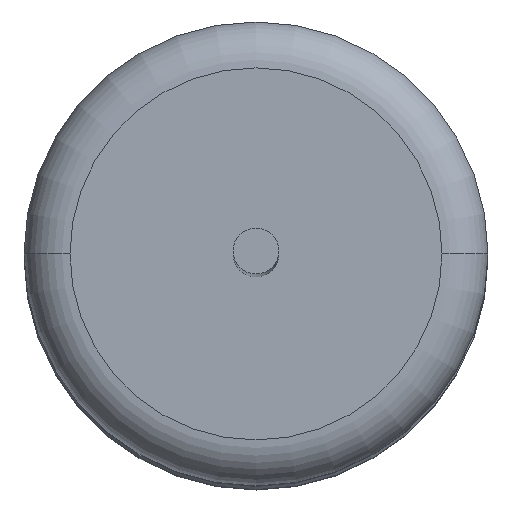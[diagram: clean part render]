
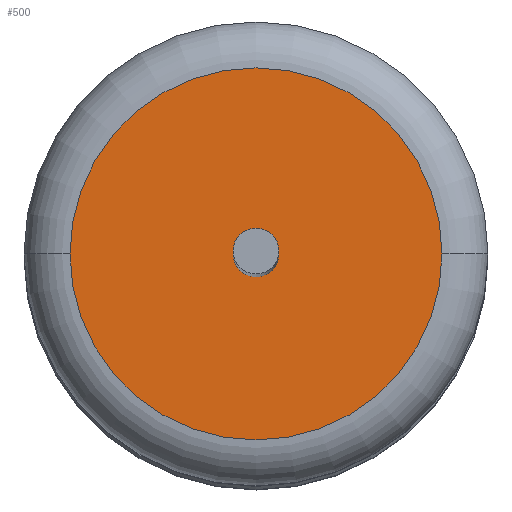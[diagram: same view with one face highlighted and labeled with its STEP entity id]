
A CAD part, top view. The second image highlights one B-rep face of the part: STEP entity #500.
In plain terms, the highlighted planar face has unit normal (0, 0, 1).
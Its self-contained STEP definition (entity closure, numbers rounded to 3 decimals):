
#154=CARTESIAN_POINT('',(0.,0.,26.));
#155=DIRECTION('',(0.,0.,1.));
#156=DIRECTION('',(1.,0.,0.));
#157=AXIS2_PLACEMENT_3D('',#154,#155,#156);
#159=CARTESIAN_POINT('',(0.,0.,26.));
#160=DIRECTION('',(0.,0.,1.));
#161=DIRECTION('',(-1.,0.,0.));
#162=AXIS2_PLACEMENT_3D('',#159,#160,#161);
#164=CARTESIAN_POINT('',(0.,0.,26.));
#165=DIRECTION('',(0.,0.,1.));
#166=DIRECTION('',(-1.,0.,0.));
#167=AXIS2_PLACEMENT_3D('',#164,#165,#166);
#169=CARTESIAN_POINT('',(0.,0.,26.));
#170=DIRECTION('',(0.,0.,1.));
#171=DIRECTION('',(1.,0.,0.));
#172=AXIS2_PLACEMENT_3D('',#169,#170,#171);
#201=CARTESIAN_POINT('',(0.5,0.,26.));
#202=CARTESIAN_POINT('',(-0.5,0.,26.));
#203=VERTEX_POINT('',#201);
#204=VERTEX_POINT('',#202);
#213=CARTESIAN_POINT('',(-4.05,0.,26.));
#214=CARTESIAN_POINT('',(4.05,0.,26.));
#215=VERTEX_POINT('',#213);
#216=VERTEX_POINT('',#214);
#484=CARTESIAN_POINT('',(0.,0.,26.));
#485=DIRECTION('',(0.,0.,1.));
#486=DIRECTION('',(1.,0.,0.));
#487=AXIS2_PLACEMENT_3D('',#484,#485,#486);
#488=PLANE('',#487);
#489=ORIENTED_EDGE('',*,*,#474,.F.);
#491=ORIENTED_EDGE('',*,*,#490,.F.);
#492=EDGE_LOOP('',(#489,#491));
#493=FACE_OUTER_BOUND('',#492,.F.);
#495=ORIENTED_EDGE('',*,*,#494,.T.);
#497=ORIENTED_EDGE('',*,*,#496,.T.);
#498=EDGE_LOOP('',(#495,#497));
#499=FACE_BOUND('',#498,.F.);
#500=ADVANCED_FACE('',(#493,#499),#488,.T.);
#158=CIRCLE('',#157,0.5);
#163=CIRCLE('',#162,0.5);
#168=CIRCLE('',#167,4.05);
#173=CIRCLE('',#172,4.05);
#474=EDGE_CURVE('',#215,#216,#168,.T.);
#490=EDGE_CURVE('',#216,#215,#173,.T.);
#494=EDGE_CURVE('',#203,#204,#158,.T.);
#496=EDGE_CURVE('',#204,#203,#163,.T.);
